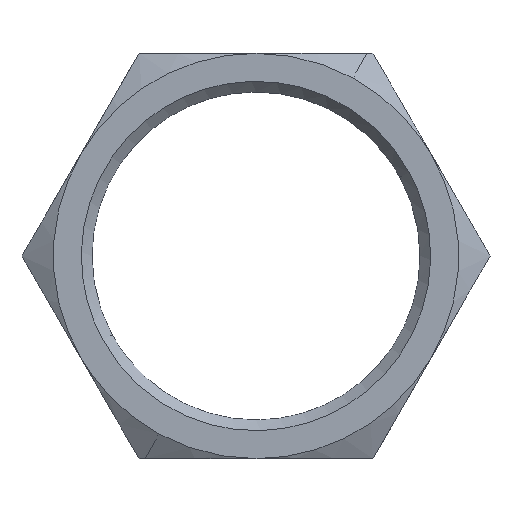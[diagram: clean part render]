
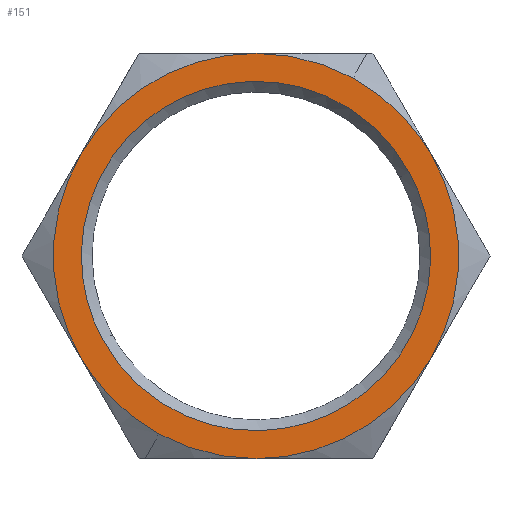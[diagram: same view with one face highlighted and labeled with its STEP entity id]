
A CAD part, front view. The second image highlights one B-rep face of the part: STEP entity #151.
In plain terms, the highlighted planar face has unit normal (0, -1, 0).
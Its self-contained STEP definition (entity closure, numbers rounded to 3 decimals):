
#11=FACE_BOUND('',#212,.T.);
#21=(
BOUNDED_CURVE()
B_SPLINE_CURVE(2,(#1124,#1125,#1126),.UNSPECIFIED.,.F.,.F.)
B_SPLINE_CURVE_WITH_KNOTS((3,3),(0.,10.397),.UNSPECIFIED.)
CURVE()
GEOMETRIC_REPRESENTATION_ITEM()
RATIONAL_B_SPLINE_CURVE((1.,0.963,1.))
REPRESENTATION_ITEM('')
);
#22=(
BOUNDED_CURVE()
B_SPLINE_CURVE(2,(#1127,#1128,#1129),.UNSPECIFIED.,.F.,.F.)
B_SPLINE_CURVE_WITH_KNOTS((3,3),(0.,10.397),.UNSPECIFIED.)
CURVE()
GEOMETRIC_REPRESENTATION_ITEM()
RATIONAL_B_SPLINE_CURVE((1.,0.963,1.))
REPRESENTATION_ITEM('')
);
#23=(
BOUNDED_CURVE()
B_SPLINE_CURVE(2,(#1130,#1131,#1132),.UNSPECIFIED.,.F.,.F.)
B_SPLINE_CURVE_WITH_KNOTS((3,3),(0.,9.5),.UNSPECIFIED.)
CURVE()
GEOMETRIC_REPRESENTATION_ITEM()
RATIONAL_B_SPLINE_CURVE((1.,0.969,1.))
REPRESENTATION_ITEM('')
);
#24=(
BOUNDED_CURVE()
B_SPLINE_CURVE(2,(#1133,#1134,#1135),.UNSPECIFIED.,.F.,.F.)
B_SPLINE_CURVE_WITH_KNOTS((3,3),(0.,19.897),.UNSPECIFIED.)
CURVE()
GEOMETRIC_REPRESENTATION_ITEM()
RATIONAL_B_SPLINE_CURVE((1.,0.866,1.))
REPRESENTATION_ITEM('')
);
#25=(
BOUNDED_CURVE()
B_SPLINE_CURVE(2,(#1136,#1137,#1138),.UNSPECIFIED.,.F.,.F.)
B_SPLINE_CURVE_WITH_KNOTS((3,3),(0.,19.897),.UNSPECIFIED.)
CURVE()
GEOMETRIC_REPRESENTATION_ITEM()
RATIONAL_B_SPLINE_CURVE((1.,0.866,1.))
REPRESENTATION_ITEM('')
);
#26=(
BOUNDED_CURVE()
B_SPLINE_CURVE(2,(#1139,#1140,#1141),.UNSPECIFIED.,.F.,.F.)
B_SPLINE_CURVE_WITH_KNOTS((3,3),(0.,9.5),.UNSPECIFIED.)
CURVE()
GEOMETRIC_REPRESENTATION_ITEM()
RATIONAL_B_SPLINE_CURVE((1.,0.969,1.))
REPRESENTATION_ITEM('')
);
#27=(
BOUNDED_CURVE()
B_SPLINE_CURVE(2,(#1142,#1143,#1144),.UNSPECIFIED.,.F.,.F.)
B_SPLINE_CURVE_WITH_KNOTS((3,3),(0.,19.897),.UNSPECIFIED.)
CURVE()
GEOMETRIC_REPRESENTATION_ITEM()
RATIONAL_B_SPLINE_CURVE((1.,0.866,1.))
REPRESENTATION_ITEM('')
);
#28=(
BOUNDED_CURVE()
B_SPLINE_CURVE(2,(#1145,#1146,#1147),.UNSPECIFIED.,.F.,.F.)
B_SPLINE_CURVE_WITH_KNOTS((3,3),(0.,19.897),.UNSPECIFIED.)
CURVE()
GEOMETRIC_REPRESENTATION_ITEM()
RATIONAL_B_SPLINE_CURVE((1.,0.866,1.))
REPRESENTATION_ITEM('')
);
#29=(
BOUNDED_CURVE()
B_SPLINE_CURVE(2,(#1148,#1149,#1150,#1151,#1152),.UNSPECIFIED.,.F.,.F.)
B_SPLINE_CURVE_WITH_KNOTS((3,2,3),(-51.444,-25.722,
0.),.UNSPECIFIED.)
CURVE()
GEOMETRIC_REPRESENTATION_ITEM()
RATIONAL_B_SPLINE_CURVE((1.,0.707,1.,0.707,1.))
REPRESENTATION_ITEM('')
);
#30=(
BOUNDED_CURVE()
B_SPLINE_CURVE(2,(#1153,#1154,#1155,#1156,#1157),.UNSPECIFIED.,.F.,.F.)
B_SPLINE_CURVE_WITH_KNOTS((3,2,3),(-51.444,-25.722,
0.),.UNSPECIFIED.)
CURVE()
GEOMETRIC_REPRESENTATION_ITEM()
RATIONAL_B_SPLINE_CURVE((1.,0.707,1.,0.707,1.))
REPRESENTATION_ITEM('')
);
#151=ADVANCED_FACE('',(#181,#11),#735,.T.);
#181=FACE_OUTER_BOUND('',#211,.T.);
#211=EDGE_LOOP('',(#272,#273,#274,#275,#276,#277,#278,#279));
#212=EDGE_LOOP('',(#280,#281));
#272=ORIENTED_EDGE('',*,*,#410,.F.);
#273=ORIENTED_EDGE('',*,*,#411,.F.);
#274=ORIENTED_EDGE('',*,*,#412,.F.);
#275=ORIENTED_EDGE('',*,*,#408,.F.);
#276=ORIENTED_EDGE('',*,*,#413,.F.);
#277=ORIENTED_EDGE('',*,*,#415,.F.);
#278=ORIENTED_EDGE('',*,*,#414,.F.);
#279=ORIENTED_EDGE('',*,*,#409,.F.);
#280=ORIENTED_EDGE('',*,*,#416,.F.);
#281=ORIENTED_EDGE('',*,*,#417,.F.);
#408=EDGE_CURVE('',#635,#634,#21,.T.);
#409=EDGE_CURVE('',#636,#637,#22,.T.);
#410=EDGE_CURVE('',#638,#636,#23,.T.);
#411=EDGE_CURVE('',#639,#638,#24,.T.);
#412=EDGE_CURVE('',#634,#639,#25,.T.);
#413=EDGE_CURVE('',#633,#635,#26,.T.);
#414=EDGE_CURVE('',#637,#632,#27,.T.);
#415=EDGE_CURVE('',#632,#633,#28,.T.);
#416=EDGE_CURVE('',#640,#641,#29,.T.);
#417=EDGE_CURVE('',#641,#640,#30,.T.);
#632=VERTEX_POINT('',#1114);
#633=VERTEX_POINT('',#1115);
#634=VERTEX_POINT('',#1116);
#635=VERTEX_POINT('',#1117);
#636=VERTEX_POINT('',#1118);
#637=VERTEX_POINT('',#1119);
#638=VERTEX_POINT('',#1120);
#639=VERTEX_POINT('',#1121);
#640=VERTEX_POINT('',#1122);
#641=VERTEX_POINT('',#1123);
#735=PLANE('',#831);
#831=AXIS2_PLACEMENT_3D('',#1113,#842,$);
#842=DIRECTION('',(0.,-1.,0.));
#1113=CARTESIAN_POINT('',(26.725,0.,-26.725));
#1114=CARTESIAN_POINT('',(16.454,0.,-9.5));
#1115=CARTESIAN_POINT('',(0.,0.,-19.));
#1116=CARTESIAN_POINT('',(-16.454,0.,-9.5));
#1117=CARTESIAN_POINT('',(-9.109,0.,-16.674));
#1118=CARTESIAN_POINT('',(9.109,0.,16.674));
#1119=CARTESIAN_POINT('',(16.454,0.,9.5));
#1120=CARTESIAN_POINT('',(0.,0.,19.));
#1121=CARTESIAN_POINT('',(-16.454,0.,9.5));
#1122=CARTESIAN_POINT('',(14.37,0.,7.851));
#1123=CARTESIAN_POINT('',(-14.37,0.,-7.851));
#1124=CARTESIAN_POINT('',(-9.109,0.,-16.674));
#1125=CARTESIAN_POINT('',(-13.788,0.,-14.118));
#1126=CARTESIAN_POINT('',(-16.454,0.,-9.5));
#1127=CARTESIAN_POINT('',(9.109,0.,16.674));
#1128=CARTESIAN_POINT('',(13.788,0.,14.118));
#1129=CARTESIAN_POINT('',(16.454,0.,9.5));
#1130=CARTESIAN_POINT('',(0.,0.,19.));
#1131=CARTESIAN_POINT('',(4.851,0.,19.));
#1132=CARTESIAN_POINT('',(9.109,0.,16.674));
#1133=CARTESIAN_POINT('',(-16.454,0.,9.5));
#1134=CARTESIAN_POINT('',(-10.97,0.,19.));
#1135=CARTESIAN_POINT('',(0.,0.,19.));
#1136=CARTESIAN_POINT('',(-16.454,0.,-9.5));
#1137=CARTESIAN_POINT('',(-21.939,0.,0.));
#1138=CARTESIAN_POINT('',(-16.454,0.,9.5));
#1139=CARTESIAN_POINT('',(0.,0.,-19.));
#1140=CARTESIAN_POINT('',(-4.851,0.,-19.));
#1141=CARTESIAN_POINT('',(-9.109,0.,-16.674));
#1142=CARTESIAN_POINT('',(16.454,0.,9.5));
#1143=CARTESIAN_POINT('',(21.939,0.,0.));
#1144=CARTESIAN_POINT('',(16.454,0.,-9.5));
#1145=CARTESIAN_POINT('',(16.454,0.,-9.5));
#1146=CARTESIAN_POINT('',(10.97,0.,-19.));
#1147=CARTESIAN_POINT('',(0.,0.,-19.));
#1148=CARTESIAN_POINT('',(14.37,0.,7.851));
#1149=CARTESIAN_POINT('',(6.52,0.,22.221));
#1150=CARTESIAN_POINT('',(-7.851,0.,14.37));
#1151=CARTESIAN_POINT('',(-22.221,0.,6.52));
#1152=CARTESIAN_POINT('',(-14.37,0.,-7.851));
#1153=CARTESIAN_POINT('',(-14.37,0.,-7.851));
#1154=CARTESIAN_POINT('',(-6.52,0.,-22.221));
#1155=CARTESIAN_POINT('',(7.851,0.,-14.37));
#1156=CARTESIAN_POINT('',(22.221,0.,-6.52));
#1157=CARTESIAN_POINT('',(14.37,0.,7.851));
